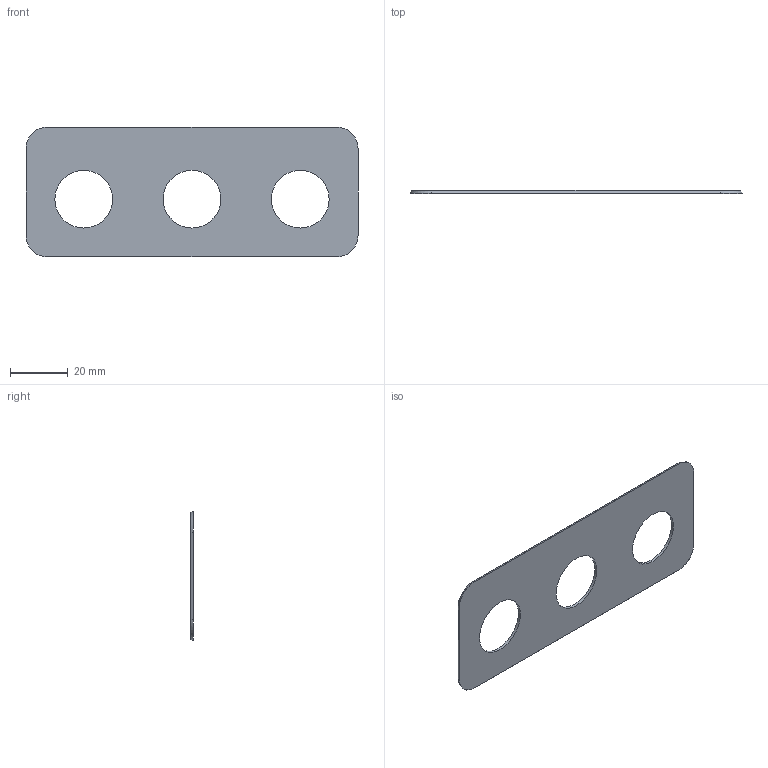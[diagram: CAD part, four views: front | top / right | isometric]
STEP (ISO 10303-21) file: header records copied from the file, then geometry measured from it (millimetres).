
FILE_DESCRIPTION(/* description */ (''),/* implementation_level */ '2;1');
FILE_NAME(/* name */ 'Control panel label.step',/* time_stamp */ '2024-11-17T17:56:21+01:00',/* author */ (''),/* organization */ (''),/* preprocessor_version */ 'ST-DEVELOPER v20',/* originating_system */ 'Autodesk Translation Framework v13.20.0.188',/* authorisation */ '');
FILE_SCHEMA (('AUTOMOTIVE_DESIGN { 1 0 10303 214 3 1 1 }'));
Length unit declared in the file: millimetre
Products named in the file (1): Label
Bounding box: 115 x 1 x 45 mm (x, y, z)
Volume: 4116.4 mm3; surface area: 9767.5 mm2
Topology: 14 solids, 14 shells, 498 faces, 1337 edges, 886 vertices
Faces by surface type: bspline 260, plane 219, cylinder 11, torus 4, cone 4
Full cylindrical faces by diameter (mm): 20 x3
Entity records: 17913 total; most frequent: CARTESIAN_POINT 7142, ORIENTED_EDGE 2674, EDGE_CURVE 1337, DIRECTION 1325, VERTEX_POINT 886, LINE 787, VECTOR 787, EDGE_LOOP 535
